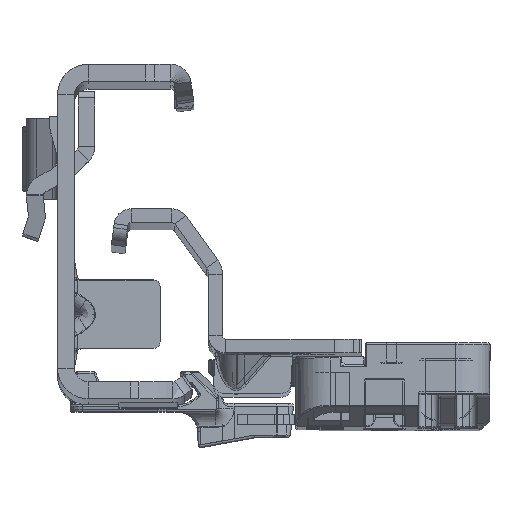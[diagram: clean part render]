
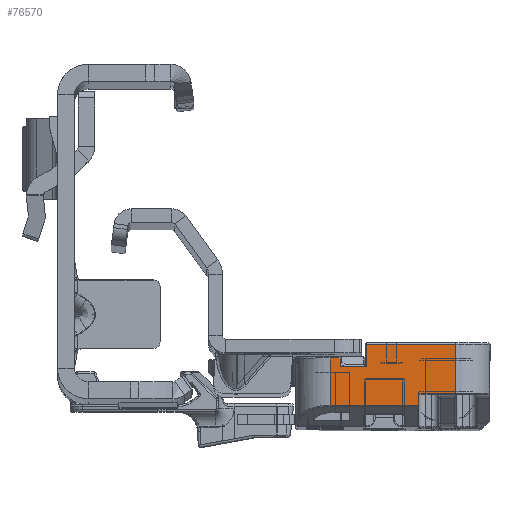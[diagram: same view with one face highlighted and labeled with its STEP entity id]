
A CAD part, top view. The second image highlights one B-rep face of the part: STEP entity #76570.
In plain terms, the highlighted face is planar.
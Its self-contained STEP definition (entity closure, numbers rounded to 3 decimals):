
#22 = EDGE_CURVE ( 'NONE', #67543, #67169, #52845, .T. ) ;
#3744 = CARTESIAN_POINT ( 'NONE',  ( -8.5, -5., -284.5 ) ) ;
#7297 = DIRECTION ( 'NONE',  ( 1., 0., 0. ) ) ;
#8882 = VECTOR ( 'NONE', #32330, 1000. ) ;
#9732 = CARTESIAN_POINT ( 'NONE',  ( -8.273, -6.785, -284.5 ) ) ;
#10722 = DIRECTION ( 'NONE',  ( 1., 0., 0. ) ) ;
#11354 = CARTESIAN_POINT ( 'NONE',  ( -13.7, 2., -284.5 ) ) ;
#12361 = ORIENTED_EDGE ( 'NONE', *, *, #52251, .T. ) ;
#15589 = EDGE_CURVE ( 'NONE', #27915, #74403, #70620, .T. ) ;
#17584 = AXIS2_PLACEMENT_3D ( 'NONE', #98907, #58950, #10722 ) ;
#18931 = DIRECTION ( 'NONE',  ( 0., 1., 0. ) ) ;
#20056 = LINE ( 'NONE', #118554, #101293 ) ;
#20551 = CARTESIAN_POINT ( 'NONE',  ( -8.3, -5.2, -284.5 ) ) ;
#21757 = DIRECTION ( 'NONE',  ( -1., 0., 0. ) ) ;
#21956 = ORIENTED_EDGE ( 'NONE', *, *, #104045, .T. ) ;
#22728 = CARTESIAN_POINT ( 'NONE',  ( 19.8, 2.6, -284.5 ) ) ;
#23524 = DIRECTION ( 'NONE',  ( 0., 1., 0. ) ) ;
#24165 = LINE ( 'NONE', #82043, #31852 ) ;
#27590 = ORIENTED_EDGE ( 'NONE', *, *, #66258, .F. ) ;
#27915 = VERTEX_POINT ( 'NONE', #31310 ) ;
#30322 = DIRECTION ( 'NONE',  ( 1., 0., 0. ) ) ;
#31310 = CARTESIAN_POINT ( 'NONE',  ( 4.6, -6.785, -284.5 ) ) ;
#31852 = VECTOR ( 'NONE', #23524, 1000. ) ;
#32241 = DIRECTION ( 'NONE',  ( 1., 0., 0. ) ) ;
#32330 = DIRECTION ( 'NONE',  ( 0., -1., 0. ) ) ;
#32373 = EDGE_CURVE ( 'NONE', #33085, #67543, #59878, .T. ) ;
#33085 = VERTEX_POINT ( 'NONE', #109855 ) ;
#33137 = EDGE_CURVE ( 'NONE', #50744, #74965, #116190, .T. ) ;
#33203 = VERTEX_POINT ( 'NONE', #66238 ) ;
#34953 = CARTESIAN_POINT ( 'NONE',  ( -8.3, -5., -284.5 ) ) ;
#36662 = VERTEX_POINT ( 'NONE', #103984 ) ;
#39691 = VECTOR ( 'NONE', #21757, 1000. ) ;
#40697 = FACE_OUTER_BOUND ( 'NONE', #45478, .T. ) ;
#40882 = ORIENTED_EDGE ( 'NONE', *, *, #70602, .T. ) ;
#41537 = DIRECTION ( 'NONE',  ( 0., 1., 0. ) ) ;
#45205 = CARTESIAN_POINT ( 'NONE',  ( -8.273, -6.785, -284.5 ) ) ;
#45478 = EDGE_LOOP ( 'NONE', ( #57477, #40882, #12361, #27590, #85827, #21956, #116338, #70964, #108527, #57841, #95047, #89065 ) ) ;
#49457 = CARTESIAN_POINT ( 'NONE',  ( -0.75, -1.15, -284.5 ) ) ;
#50100 = VECTOR ( 'NONE', #127042, 1000. ) ;
#50744 = VERTEX_POINT ( 'NONE', #20551 ) ;
#52251 = EDGE_CURVE ( 'NONE', #61804, #36662, #20056, .T. ) ;
#52254 = DIRECTION ( 'NONE',  ( 0., 0., 1. ) ) ;
#52845 = LINE ( 'NONE', #72826, #8882 ) ;
#57477 = ORIENTED_EDGE ( 'NONE', *, *, #90470, .T. ) ;
#57841 = ORIENTED_EDGE ( 'NONE', *, *, #96909, .T. ) ;
#58950 = DIRECTION ( 'NONE',  ( 0., 0., 1. ) ) ;
#59102 = VERTEX_POINT ( 'NONE', #77009 ) ;
#59878 = LINE ( 'NONE', #70844, #88260 ) ;
#60853 = LINE ( 'NONE', #11354, #72491 ) ;
#61066 = VERTEX_POINT ( 'NONE', #66653 ) ;
#61804 = VERTEX_POINT ( 'NONE', #108150 ) ;
#63483 = EDGE_CURVE ( 'NONE', #61066, #74965, #74198, .T. ) ;
#64010 = VECTOR ( 'NONE', #7297, 1000. ) ;
#66238 = CARTESIAN_POINT ( 'NONE',  ( 3.15, -1.15, -284.5 ) ) ;
#66258 = EDGE_CURVE ( 'NONE', #27915, #36662, #24165, .T. ) ;
#66653 = CARTESIAN_POINT ( 'NONE',  ( -13.7, -5., -284.5 ) ) ;
#67169 = VERTEX_POINT ( 'NONE', #49457 ) ;
#67543 = VERTEX_POINT ( 'NONE', #97675 ) ;
#69970 = VECTOR ( 'NONE', #18931, 1000. ) ;
#70602 = EDGE_CURVE ( 'NONE', #33203, #61804, #87148, .T. ) ;
#70620 = LINE ( 'NONE', #109942, #39691 ) ;
#70844 = CARTESIAN_POINT ( 'NONE',  ( -0.7, 2.1, -284.5 ) ) ;
#70964 = ORIENTED_EDGE ( 'NONE', *, *, #33137, .T. ) ;
#72491 = VECTOR ( 'NONE', #41537, 1000. ) ;
#72826 = CARTESIAN_POINT ( 'NONE',  ( -0.75, -0.9, -284.5 ) ) ;
#74198 = LINE ( 'NONE', #34953, #64010 ) ;
#74403 = VERTEX_POINT ( 'NONE', #9732 ) ;
#74965 = VERTEX_POINT ( 'NONE', #3744 ) ;
#75480 = CARTESIAN_POINT ( 'NONE',  ( -8.3, -6.669, -284.5 ) ) ;
#76570 = ADVANCED_FACE ( 'NONE', ( #40697 ), #110902, .F. ) ;
#77009 = CARTESIAN_POINT ( 'NONE',  ( -8.3, -6.669, -284.5 ) ) ;
#82043 = CARTESIAN_POINT ( 'NONE',  ( 4.6, -242.444, -284.5 ) ) ;
#85827 = ORIENTED_EDGE ( 'NONE', *, *, #15589, .T. ) ;
#87148 = LINE ( 'NONE', #107144, #69970 ) ;
#88080 = LINE ( 'NONE', #127380, #123416 ) ;
#88260 = VECTOR ( 'NONE', #32241, 1000. ) ;
#89065 = ORIENTED_EDGE ( 'NONE', *, *, #22, .T. ) ;
#90470 = EDGE_CURVE ( 'NONE', #67169, #33203, #88080, .T. ) ;
#91586 = DIRECTION ( 'NONE',  ( 1., 0., 0. ) ) ;
#95047 = ORIENTED_EDGE ( 'NONE', *, *, #32373, .T. ) ;
#96909 = EDGE_CURVE ( 'NONE', #61066, #33085, #60853, .T. ) ;
#97675 = CARTESIAN_POINT ( 'NONE',  ( -0.75, 2.1, -284.5 ) ) ;
#97799 = AXIS2_PLACEMENT_3D ( 'NONE', #22728, #52254, #91586 ) ;
#98391 = EDGE_CURVE ( 'NONE', #50744, #59102, #117365, .T. ) ;
#98907 = CARTESIAN_POINT ( 'NONE',  ( -8.5, -5.2, -284.5 ) ) ;
#101293 = VECTOR ( 'NONE', #30322, 1000. ) ;
#103250 = CARTESIAN_POINT ( 'NONE',  ( -8.3, -6.71, -284.5 ) ) ;
#103984 = CARTESIAN_POINT ( 'NONE',  ( 4.6, 0.1, -284.5 ) ) ;
#104045 = EDGE_CURVE ( 'NONE', #74403, #59102, #121029, .T. ) ;
#107097 = CARTESIAN_POINT ( 'NONE',  ( -8.3, 0., -284.5 ) ) ;
#107144 = CARTESIAN_POINT ( 'NONE',  ( 3.15, 0.1, -284.5 ) ) ;
#108150 = CARTESIAN_POINT ( 'NONE',  ( 3.15, 0.1, -284.5 ) ) ;
#108527 = ORIENTED_EDGE ( 'NONE', *, *, #63483, .F. ) ;
#109855 = CARTESIAN_POINT ( 'NONE',  ( -13.7, 2.1, -284.5 ) ) ;
#109942 = CARTESIAN_POINT ( 'NONE',  ( -8.3, -6.785, -284.5 ) ) ;
#110902 = PLANE ( 'NONE',  #97799 ) ;
#112275 = CARTESIAN_POINT ( 'NONE',  ( -8.291, -6.749, -284.5 ) ) ;
#116190 = CIRCLE ( 'NONE', #17584, 0.2 ) ;
#116338 = ORIENTED_EDGE ( 'NONE', *, *, #98391, .F. ) ;
#117365 = LINE ( 'NONE', #107097, #50100 ) ;
#118554 = CARTESIAN_POINT ( 'NONE',  ( 4.6, 0.1, -284.5 ) ) ;
#120277 = DIRECTION ( 'NONE',  ( 1., 0., 0. ) ) ;
#121029 =( BOUNDED_CURVE ( )  B_SPLINE_CURVE ( 3, ( #45205, #112275, #103250, #75480 ),
 .UNSPECIFIED., .F., .F. ) 
 B_SPLINE_CURVE_WITH_KNOTS ( ( 4, 4 ),
 ( 1.047, 1.571 ),
 .UNSPECIFIED. ) 
 CURVE ( )  GEOMETRIC_REPRESENTATION_ITEM ( )  RATIONAL_B_SPLINE_CURVE ( ( 1., 0.977, 0.977, 1. ) ) 
 REPRESENTATION_ITEM ( '' )  );
#123416 = VECTOR ( 'NONE', #120277, 1000. ) ;
#127042 = DIRECTION ( 'NONE',  ( 0., -1., 0. ) ) ;
#127380 = CARTESIAN_POINT ( 'NONE',  ( 19.8, -1.15, -284.5 ) ) ;
